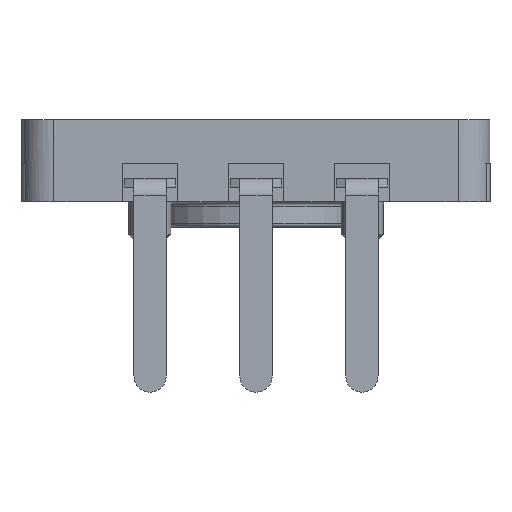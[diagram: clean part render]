
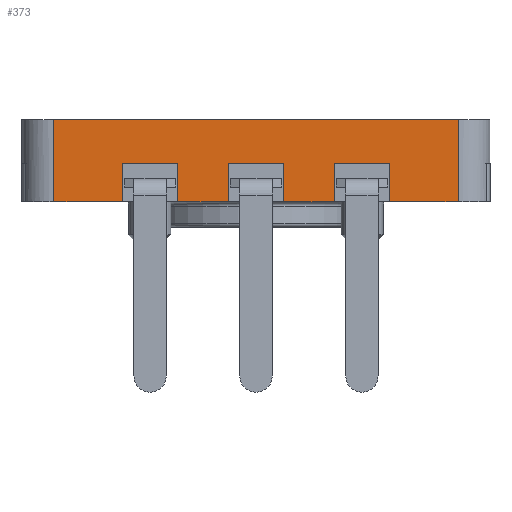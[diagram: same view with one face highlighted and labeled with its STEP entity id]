
A CAD part, front view. The second image highlights one B-rep face of the part: STEP entity #373.
In plain terms, the highlighted planar face has unit normal (0, -1, 0).
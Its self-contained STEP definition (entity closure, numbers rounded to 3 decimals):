
#373=ADVANCED_FACE('',(#2580),#2582,.T.);
#2580=FACE_BOUND('',#2581,.T.);
#2581=EDGE_LOOP('',(#4372,#4373,#4374,#4375,#4376,#4377,#4378,#4379,#4380,#4381,
#4382,#4383,#4384,#4385,#4386,#4387));
#2582=PLANE('',#2583);
#2583=AXIS2_PLACEMENT_3D('',#2584,#2585,#2586);
#2584=CARTESIAN_POINT('',(-4.75,-6.5,0.97));
#2585=DIRECTION('',(0.,-1.,0.));
#2586=DIRECTION('',(1.,0.,0.));
#4372=ORIENTED_EDGE('',*,*,#5551,.T.);
#4373=ORIENTED_EDGE('',*,*,#5552,.T.);
#4374=ORIENTED_EDGE('',*,*,#5553,.T.);
#4375=ORIENTED_EDGE('',*,*,#5554,.T.);
#4376=ORIENTED_EDGE('',*,*,#5555,.T.);
#4377=ORIENTED_EDGE('',*,*,#5556,.T.);
#4378=ORIENTED_EDGE('',*,*,#5557,.T.);
#4379=ORIENTED_EDGE('',*,*,#5452,.F.);
#4380=ORIENTED_EDGE('',*,*,#5549,.F.);
#4381=ORIENTED_EDGE('',*,*,#5558,.T.);
#4382=ORIENTED_EDGE('',*,*,#5559,.T.);
#4383=ORIENTED_EDGE('',*,*,#5560,.T.);
#4384=ORIENTED_EDGE('',*,*,#5561,.T.);
#4385=ORIENTED_EDGE('',*,*,#5562,.T.);
#4386=ORIENTED_EDGE('',*,*,#5563,.T.);
#4387=ORIENTED_EDGE('',*,*,#5564,.T.);
#5452=EDGE_CURVE('',#6115,#6117,#6118,.T.);
#5549=EDGE_CURVE('',#6283,#6115,#6285,.T.);
#5551=EDGE_CURVE('',#6287,#6288,#6289,.F.);
#5552=EDGE_CURVE('',#6288,#6290,#6291,.T.);
#5553=EDGE_CURVE('',#6290,#6292,#6293,.F.);
#5554=EDGE_CURVE('',#6292,#6294,#6295,.T.);
#5555=EDGE_CURVE('',#6294,#6296,#6297,.F.);
#5556=EDGE_CURVE('',#6296,#6298,#6299,.T.);
#5557=EDGE_CURVE('',#6298,#6117,#6300,.T.);
#5558=EDGE_CURVE('',#6283,#6301,#6302,.T.);
#5559=EDGE_CURVE('',#6301,#6303,#6304,.F.);
#5560=EDGE_CURVE('',#6303,#6305,#6306,.T.);
#5561=EDGE_CURVE('',#6305,#6307,#6308,.F.);
#5562=EDGE_CURVE('',#6307,#6309,#6310,.T.);
#5563=EDGE_CURVE('',#6309,#6311,#6312,.F.);
#5564=EDGE_CURVE('',#6311,#6287,#6313,.T.);
#6115=VERTEX_POINT('',#7177);
#6117=VERTEX_POINT('',#7182);
#6118=LINE('',#7183,#7184);
#6283=VERTEX_POINT('',#7552);
#6285=LINE('',#7557,#7558);
#6287=VERTEX_POINT('',#7564);
#6288=VERTEX_POINT('',#7565);
#6289=LINE('',#7566,#7567);
#6290=VERTEX_POINT('',#7569);
#6291=LINE('',#7570,#7571);
#6292=VERTEX_POINT('',#7573);
#6293=LINE('',#7574,#7575);
#6294=VERTEX_POINT('',#7577);
#6295=LINE('',#7578,#7579);
#6296=VERTEX_POINT('',#7581);
#6297=LINE('',#7582,#7583);
#6298=VERTEX_POINT('',#7585);
#6299=LINE('',#7586,#7587);
#6300=LINE('',#7589,#7590);
#6301=VERTEX_POINT('',#7592);
#6302=LINE('',#7593,#7594);
#6303=VERTEX_POINT('',#7596);
#6304=LINE('',#7597,#7598);
#6305=VERTEX_POINT('',#7600);
#6306=LINE('',#7601,#7602);
#6307=VERTEX_POINT('',#7604);
#6308=LINE('',#7605,#7606);
#6309=VERTEX_POINT('',#7608);
#6310=LINE('',#7609,#7610);
#6311=VERTEX_POINT('',#7612);
#6312=LINE('',#7613,#7614);
#6313=LINE('',#7616,#7617);
#7177=CARTESIAN_POINT('',(-4.75,-6.5,2.9));
#7182=CARTESIAN_POINT('',(4.75,-6.5,2.9));
#7183=CARTESIAN_POINT('',(-4.75,-6.5,2.9));
#7184=VECTOR('',#7185,1.);
#7185=DIRECTION('',(1.,0.,0.));
#7552=CARTESIAN_POINT('',(-4.75,-6.5,0.97));
#7557=CARTESIAN_POINT('',(-4.75,-6.5,0.97));
#7558=VECTOR('',#7559,1.);
#7559=DIRECTION('',(0.,0.,1.));
#7564=CARTESIAN_POINT('',(0.65,-6.5,1.87));
#7565=CARTESIAN_POINT('',(0.65,-6.5,0.97));
#7566=CARTESIAN_POINT('',(0.65,-6.5,0.97));
#7567=VECTOR('',#7568,1.);
#7568=DIRECTION('',(0.,0.,1.));
#7569=CARTESIAN_POINT('',(1.84,-6.5,0.97));
#7570=CARTESIAN_POINT('',(0.65,-6.5,0.97));
#7571=VECTOR('',#7572,1.);
#7572=DIRECTION('',(1.,0.,0.));
#7573=CARTESIAN_POINT('',(1.84,-6.5,1.87));
#7574=CARTESIAN_POINT('',(1.84,-6.5,1.87));
#7575=VECTOR('',#7576,1.);
#7576=DIRECTION('',(0.,0.,-1.));
#7577=CARTESIAN_POINT('',(3.14,-6.5,1.87));
#7578=CARTESIAN_POINT('',(1.84,-6.5,1.87));
#7579=VECTOR('',#7580,1.);
#7580=DIRECTION('',(1.,0.,0.));
#7581=CARTESIAN_POINT('',(3.14,-6.5,0.97));
#7582=CARTESIAN_POINT('',(3.14,-6.5,0.97));
#7583=VECTOR('',#7584,1.);
#7584=DIRECTION('',(0.,0.,1.));
#7585=CARTESIAN_POINT('',(4.75,-6.5,0.97));
#7586=CARTESIAN_POINT('',(3.14,-6.5,0.97));
#7587=VECTOR('',#7588,1.);
#7588=DIRECTION('',(1.,0.,0.));
#7589=CARTESIAN_POINT('',(4.75,-6.5,0.97));
#7590=VECTOR('',#7591,1.);
#7591=DIRECTION('',(0.,0.,1.));
#7592=CARTESIAN_POINT('',(-3.14,-6.5,0.97));
#7593=CARTESIAN_POINT('',(-4.75,-6.5,0.97));
#7594=VECTOR('',#7595,1.);
#7595=DIRECTION('',(1.,0.,0.));
#7596=CARTESIAN_POINT('',(-3.14,-6.5,1.87));
#7597=CARTESIAN_POINT('',(-3.14,-6.5,1.87));
#7598=VECTOR('',#7599,1.);
#7599=DIRECTION('',(0.,0.,-1.));
#7600=CARTESIAN_POINT('',(-1.84,-6.5,1.87));
#7601=CARTESIAN_POINT('',(-3.14,-6.5,1.87));
#7602=VECTOR('',#7603,1.);
#7603=DIRECTION('',(1.,0.,0.));
#7604=CARTESIAN_POINT('',(-1.84,-6.5,0.97));
#7605=CARTESIAN_POINT('',(-1.84,-6.5,0.97));
#7606=VECTOR('',#7607,1.);
#7607=DIRECTION('',(0.,0.,1.));
#7608=CARTESIAN_POINT('',(-0.65,-6.5,0.97));
#7609=CARTESIAN_POINT('',(-1.84,-6.5,0.97));
#7610=VECTOR('',#7611,1.);
#7611=DIRECTION('',(1.,0.,0.));
#7612=CARTESIAN_POINT('',(-0.65,-6.5,1.87));
#7613=CARTESIAN_POINT('',(-0.65,-6.5,1.87));
#7614=VECTOR('',#7615,1.);
#7615=DIRECTION('',(0.,0.,-1.));
#7616=CARTESIAN_POINT('',(-0.65,-6.5,1.87));
#7617=VECTOR('',#7618,1.);
#7618=DIRECTION('',(1.,0.,0.));
